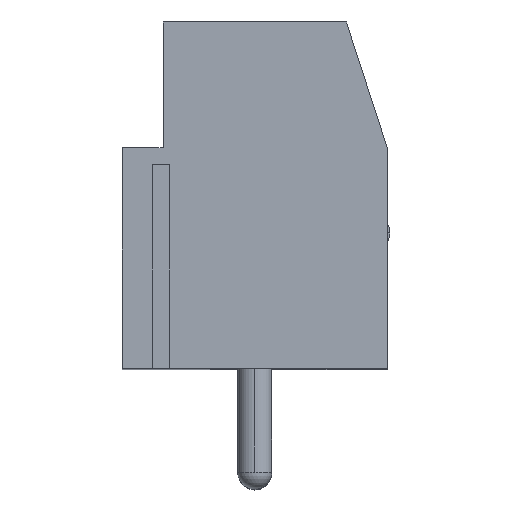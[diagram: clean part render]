
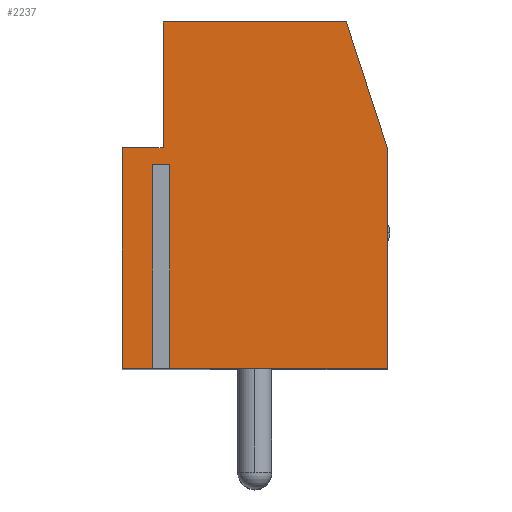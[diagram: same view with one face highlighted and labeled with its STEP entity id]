
A CAD part, top view. The second image highlights one B-rep face of the part: STEP entity #2237.
In plain terms, the highlighted planar face has unit normal (0, 0, 1).
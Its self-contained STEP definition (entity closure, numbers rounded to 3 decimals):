
#108 = VERTEX_POINT ( 'NONE', #2547 ) ;
#131 = VECTOR ( 'NONE', #1161, 1000. ) ;
#180 = LINE ( 'NONE', #2083, #3713 ) ;
#183 = CARTESIAN_POINT ( 'NONE',  ( 3.9, 0., 0. ) ) ;
#347 = CARTESIAN_POINT ( 'NONE',  ( 3.9, -5.1, 0. ) ) ;
#423 = ORIENTED_EDGE ( 'NONE', *, *, #1500, .T. ) ;
#489 = VERTEX_POINT ( 'NONE', #4677 ) ;
#545 = EDGE_CURVE ( 'NONE', #2779, #2382, #5256, .T. ) ;
#654 = LINE ( 'NONE', #183, #940 ) ;
#679 = VECTOR ( 'NONE', #1062, 1000. ) ;
#681 = VERTEX_POINT ( 'NONE', #347 ) ;
#933 = EDGE_CURVE ( 'NONE', #3733, #489, #180, .T. ) ;
#940 = VECTOR ( 'NONE', #5837, 1000. ) ;
#961 = DIRECTION ( 'NONE',  ( -0.309, 0.951, 0. ) ) ;
#1042 = CARTESIAN_POINT ( 'NONE',  ( -2.61, 0.9, 0. ) ) ;
#1062 = DIRECTION ( 'NONE',  ( 1., 0., 0. ) ) ;
#1161 = DIRECTION ( 'NONE',  ( 1., 0., 0. ) ) ;
#1185 = VERTEX_POINT ( 'NONE', #1494 ) ;
#1323 = VECTOR ( 'NONE', #3349, 1000. ) ;
#1399 = CARTESIAN_POINT ( 'NONE',  ( 0., -5.1, 0. ) ) ;
#1487 = ORIENTED_EDGE ( 'NONE', *, *, #3396, .F. ) ;
#1494 = CARTESIAN_POINT ( 'NONE',  ( -3.9, 1.4, 0. ) ) ;
#1500 = EDGE_CURVE ( 'NONE', #1185, #4780, #2980, .T. ) ;
#1519 = CARTESIAN_POINT ( 'NONE',  ( -2.61, -9.1, 0. ) ) ;
#1534 = EDGE_CURVE ( 'NONE', #2382, #1185, #4864, .T. ) ;
#1556 = ORIENTED_EDGE ( 'NONE', *, *, #4330, .T. ) ;
#1582 = CARTESIAN_POINT ( 'NONE',  ( 0., 1.4, 0. ) ) ;
#1646 = VERTEX_POINT ( 'NONE', #1042 ) ;
#1697 = LINE ( 'NONE', #2718, #3508 ) ;
#1769 = CARTESIAN_POINT ( 'NONE',  ( -2.89, 0.9, 0. ) ) ;
#1854 = ORIENTED_EDGE ( 'NONE', *, *, #4615, .F. ) ;
#1901 = DIRECTION ( 'NONE',  ( 1., 0., 0. ) ) ;
#2083 = CARTESIAN_POINT ( 'NONE',  ( 3.94, 1.278, 0. ) ) ;
#2237 = ADVANCED_FACE ( 'NONE', ( #4268 ), #6131, .T. ) ;
#2342 = VECTOR ( 'NONE', #4277, 1000. ) ;
#2359 = CARTESIAN_POINT ( 'NONE',  ( 3.9, 1.4, 0. ) ) ;
#2382 = VERTEX_POINT ( 'NONE', #4818 ) ;
#2418 = DIRECTION ( 'NONE',  ( -1., 0., 0. ) ) ;
#2547 = CARTESIAN_POINT ( 'NONE',  ( -2.61, -5.1, 0. ) ) ;
#2661 = DIRECTION ( 'NONE',  ( 0., 1., 0. ) ) ;
#2718 = CARTESIAN_POINT ( 'NONE',  ( -2.89, -9.1, 0. ) ) ;
#2724 = DIRECTION ( 'NONE',  ( 0., 0., 1. ) ) ;
#2779 = VERTEX_POINT ( 'NONE', #4969 ) ;
#2980 = LINE ( 'NONE', #5261, #2342 ) ;
#3257 = EDGE_LOOP ( 'NONE', ( #4981, #1556, #3355, #1487, #5181, #1854, #3944, #6121, #3389, #5815, #423 ) ) ;
#3294 = LINE ( 'NONE', #1399, #1323 ) ;
#3304 = EDGE_CURVE ( 'NONE', #4780, #3702, #3294, .T. ) ;
#3349 = DIRECTION ( 'NONE',  ( 1., 0., 0. ) ) ;
#3355 = ORIENTED_EDGE ( 'NONE', *, *, #5205, .F. ) ;
#3387 = LINE ( 'NONE', #4384, #131 ) ;
#3389 = ORIENTED_EDGE ( 'NONE', *, *, #545, .T. ) ;
#3396 = EDGE_CURVE ( 'NONE', #108, #1646, #5762, .T. ) ;
#3399 = CARTESIAN_POINT ( 'NONE',  ( -2.7, 0., 0. ) ) ;
#3411 = DIRECTION ( 'NONE',  ( 0., 1., 0. ) ) ;
#3497 = LINE ( 'NONE', #3659, #3646 ) ;
#3508 = VECTOR ( 'NONE', #2661, 1000. ) ;
#3646 = VECTOR ( 'NONE', #5084, 1000. ) ;
#3659 = CARTESIAN_POINT ( 'NONE',  ( -3., 0.9, 0. ) ) ;
#3689 = CARTESIAN_POINT ( 'NONE',  ( -2.89, -5.1, 0. ) ) ;
#3702 = VERTEX_POINT ( 'NONE', #3689 ) ;
#3704 = CARTESIAN_POINT ( 'NONE',  ( 0., 0., 0. ) ) ;
#3713 = VECTOR ( 'NONE', #961, 1000. ) ;
#3718 = AXIS2_PLACEMENT_3D ( 'NONE', #3704, #2724, #1901 ) ;
#3733 = VERTEX_POINT ( 'NONE', #2359 ) ;
#3801 = DIRECTION ( 'NONE',  ( 0., -1., 0. ) ) ;
#3944 = ORIENTED_EDGE ( 'NONE', *, *, #933, .T. ) ;
#3993 = CARTESIAN_POINT ( 'NONE',  ( 0., 5.1, 0. ) ) ;
#4098 = CARTESIAN_POINT ( 'NONE',  ( -3.9, -5.1, 0. ) ) ;
#4268 = FACE_OUTER_BOUND ( 'NONE', #3257, .T. ) ;
#4277 = DIRECTION ( 'NONE',  ( 0., -1., 0. ) ) ;
#4330 = EDGE_CURVE ( 'NONE', #3702, #5216, #1697, .T. ) ;
#4384 = CARTESIAN_POINT ( 'NONE',  ( 0., -5.1, 0. ) ) ;
#4610 = EDGE_CURVE ( 'NONE', #108, #681, #3387, .T. ) ;
#4615 = EDGE_CURVE ( 'NONE', #3733, #681, #654, .T. ) ;
#4677 = CARTESIAN_POINT ( 'NONE',  ( 2.7, 5.1, 0. ) ) ;
#4780 = VERTEX_POINT ( 'NONE', #4098 ) ;
#4818 = CARTESIAN_POINT ( 'NONE',  ( -2.7, 1.4, 0. ) ) ;
#4864 = LINE ( 'NONE', #1582, #5801 ) ;
#4969 = CARTESIAN_POINT ( 'NONE',  ( -2.7, 5.1, 0. ) ) ;
#4981 = ORIENTED_EDGE ( 'NONE', *, *, #3304, .T. ) ;
#5084 = DIRECTION ( 'NONE',  ( -1., 0., 0. ) ) ;
#5181 = ORIENTED_EDGE ( 'NONE', *, *, #4610, .T. ) ;
#5205 = EDGE_CURVE ( 'NONE', #1646, #5216, #3497, .T. ) ;
#5216 = VERTEX_POINT ( 'NONE', #1769 ) ;
#5256 = LINE ( 'NONE', #3399, #5305 ) ;
#5261 = CARTESIAN_POINT ( 'NONE',  ( -3.9, 0., 0. ) ) ;
#5268 = LINE ( 'NONE', #3993, #679 ) ;
#5305 = VECTOR ( 'NONE', #3801, 1000. ) ;
#5485 = VECTOR ( 'NONE', #3411, 1000. ) ;
#5762 = LINE ( 'NONE', #1519, #5485 ) ;
#5801 = VECTOR ( 'NONE', #2418, 1000. ) ;
#5815 = ORIENTED_EDGE ( 'NONE', *, *, #1534, .T. ) ;
#5837 = DIRECTION ( 'NONE',  ( 0., -1., 0. ) ) ;
#5958 = EDGE_CURVE ( 'NONE', #2779, #489, #5268, .T. ) ;
#6121 = ORIENTED_EDGE ( 'NONE', *, *, #5958, .F. ) ;
#6131 = PLANE ( 'NONE',  #3718 ) ;
